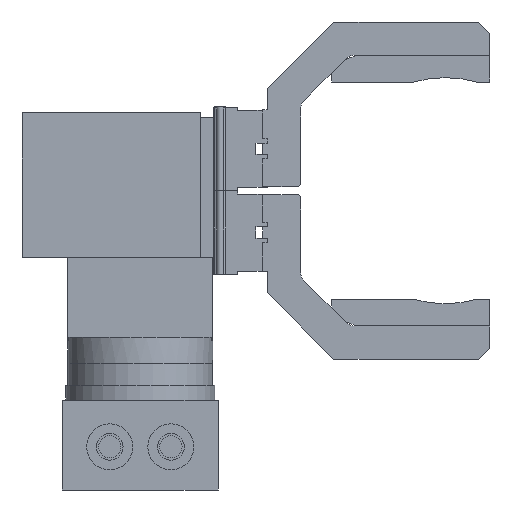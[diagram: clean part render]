
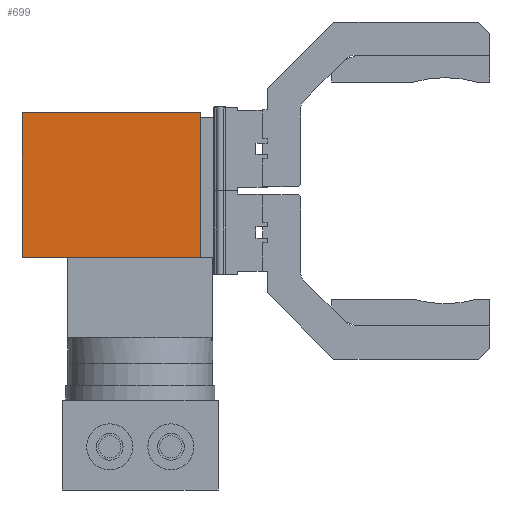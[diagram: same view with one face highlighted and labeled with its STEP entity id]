
A CAD part, left-side view. The second image highlights one B-rep face of the part: STEP entity #699.
In plain terms, the highlighted face is planar.
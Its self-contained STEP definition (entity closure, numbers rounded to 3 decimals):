
#699=ADVANCED_FACE('',(#1330),#1331,.F.);
#1330=FACE_OUTER_BOUND('',#1988,.T.);
#1331=PLANE('',#1989);
#1988=EDGE_LOOP('',(#3139,#3140,#3141,#3142));
#1989=AXIS2_PLACEMENT_3D('',#3143,#3144,#3145);
#3139=ORIENTED_EDGE('',*,*,#4396,.F.);
#3140=ORIENTED_EDGE('',*,*,#4366,.F.);
#3141=ORIENTED_EDGE('',*,*,#4422,.T.);
#3142=ORIENTED_EDGE('',*,*,#4423,.T.);
#3143=CARTESIAN_POINT('',(34.0,-2.0,28.9));
#3144=DIRECTION('',(0.,1.0,0.0));
#3145=DIRECTION('',(1.0,0.,0.0));
#4366=EDGE_CURVE('',#5265,#5267,#5268,.T.);
#4396=EDGE_CURVE('',#5267,#5310,#5311,.T.);
#4422=EDGE_CURVE('',#5265,#5346,#5347,.T.);
#4423=EDGE_CURVE('',#5346,#5310,#5348,.T.);
#5265=VERTEX_POINT('',#6488);
#5267=VERTEX_POINT('',#6491);
#5268=LINE('',#6492,#6493);
#5310=VERTEX_POINT('',#6551);
#5311=LINE('',#6552,#6553);
#5346=VERTEX_POINT('',#6604);
#5347=LINE('',#6605,#6606);
#5348=LINE('',#6607,#6608);
#6488=CARTESIAN_POINT('',(34.0,-2.0,28.9));
#6491=CARTESIAN_POINT('',(34.0,-2.0,-36.1));
#6492=CARTESIAN_POINT('',(34.0,-2.0,28.9));
#6493=VECTOR('',#7329,1.0);
#6551=CARTESIAN_POINT('',(-46.0,-2.0,-36.1));
#6552=CARTESIAN_POINT('',(34.0,-2.0,-36.1));
#6553=VECTOR('',#7358,1.0);
#6604=CARTESIAN_POINT('',(-46.0,-2.0,28.9));
#6605=CARTESIAN_POINT('',(34.0,-2.0,28.9));
#6606=VECTOR('',#7378,1.0);
#6607=CARTESIAN_POINT('',(-46.0,-2.0,28.9));
#6608=VECTOR('',#7379,1.0);
#7329=DIRECTION('',(0.0,0.0,-1.0));
#7358=DIRECTION('',(-1.0,0.,0.0));
#7378=DIRECTION('',(-1.0,0.,0.0));
#7379=DIRECTION('',(0.0,0.0,-1.0));
